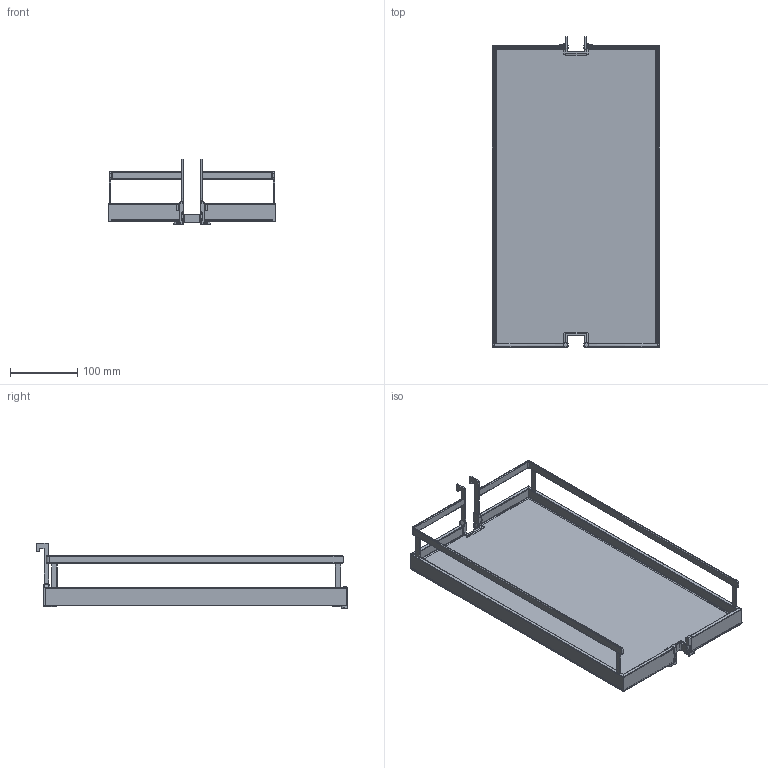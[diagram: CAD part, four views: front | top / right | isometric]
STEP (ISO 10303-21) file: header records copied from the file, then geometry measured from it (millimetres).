
FILE_DESCRIPTION(/* description */ (''),/* implementation_level */ '2;1');
FILE_NAME(/* name */ '3D_100-0920-XX.sat.ipt.stp',/* time_stamp */ '2023-05-08T11:54:04+02:00',/* author */ (''),/* organization */ (''),/* preprocessor_version */ 'ST-DEVELOPER v18.1',/* originating_system */ 'Autodesk Inventor 2021',/* authorisation */ '');
FILE_SCHEMA (('CONFIG_CONTROL_DESIGN'));
Products named in the file (1): 3D_100-0920-XX.sat
Bounding box: 250 x 462.81 x 97 mm (x, y, z)
Volume: 924809 mm3; surface area: 439928.7 mm2
Topology: 12 solids, 13 shells, 1204 faces, 3003 edges, 1817 vertices
Faces by surface type: plane 703, cylinder 333, bspline 156, cone 12
Full cylindrical faces by diameter (mm): 0.02 x2
Entity records: 63999 total; most frequent: CARTESIAN_POINT 34677, ORIENTED_EDGE 6002, DIRECTION 5533, EDGE_CURVE 3001, LINE 2141, VECTOR 2141, VERTEX_POINT 1817, AXIS2_PLACEMENT_3D 1696
